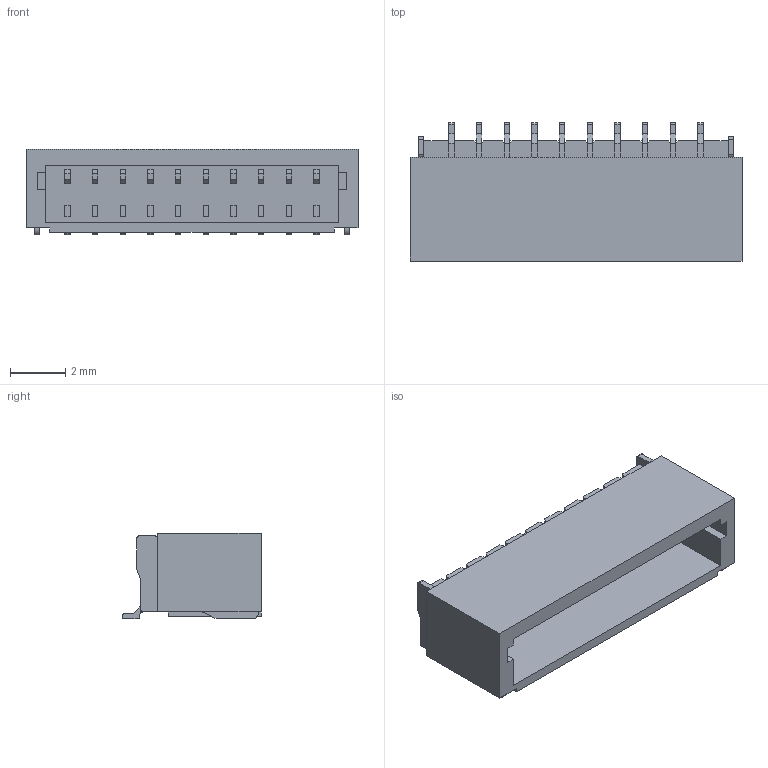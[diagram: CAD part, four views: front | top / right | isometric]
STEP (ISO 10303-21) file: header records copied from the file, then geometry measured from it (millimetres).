
FILE_DESCRIPTION(/* description */ ('Unknown'),/* implementation_level */ '2;1');
FILE_NAME(/* name */ '665110131822',/* time_stamp */ '2018-03-26T14:46:46+02:00',/* author */ ('Unknown'),/* organization */ ('Unknown'),/* preprocessor_version */ 'ST-DEVELOPER v16.7',/* originating_system */ 'DEX',/* authorisation */ $);
FILE_SCHEMA (('AUTOMOTIVE_DESIGN {1 0 10303 214 3 1 1}'));
Length unit declared in the file: millimetre
Products named in the file (4): 6651xx131822; 665110131822; 6651xx131822_PIN; 6651xx131822_PATTE
Assembly tree (13 placements, depth 2):
  6651xx131822
    665110131822
    6651xx131822_PIN  x10
    6651xx131822_PATTE  x2
Bounding box: 12 x 5 x 3.1 mm (x, y, z)
Volume: 86.1 mm3; surface area: 446 mm2
Topology: 13 solids, 13 shells, 499 faces, 1476 edges, 984 vertices
Faces by surface type: plane 415, cylinder 84
Entity records: 8796 total; most frequent: CARTESIAN_POINT 1561, ORIENTED_EDGE 1560, DIRECTION 1382, EDGE_CURVE 780, LINE 700, VECTOR 700, VERTEX_POINT 520, AXIS2_PLACEMENT_3D 341
